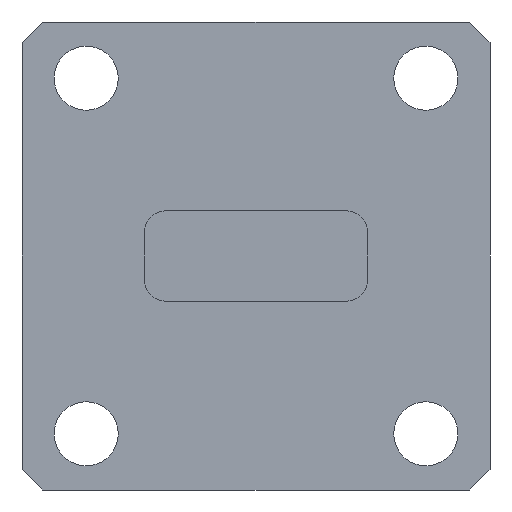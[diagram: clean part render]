
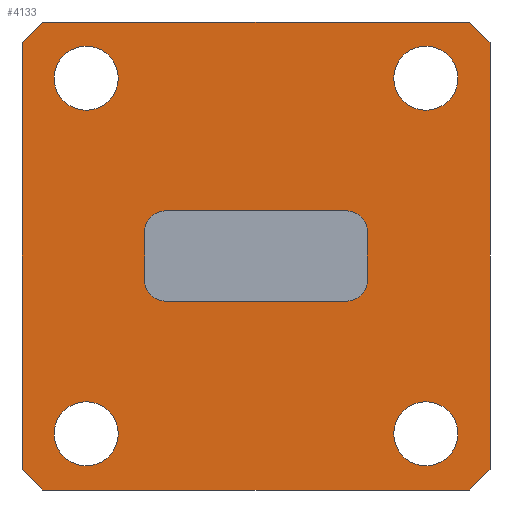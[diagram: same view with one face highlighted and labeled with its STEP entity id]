
A CAD part, front view. The second image highlights one B-rep face of the part: STEP entity #4133.
In plain terms, the highlighted planar face has unit normal (0, -1, 0).
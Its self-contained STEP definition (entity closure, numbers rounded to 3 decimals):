
#519 = VERTEX_POINT('',#520);
#520 = CARTESIAN_POINT('',(-10.2,-3.,-11.2));
#526 = EDGE_CURVE('',#519,#527,#529,.T.);
#527 = VERTEX_POINT('',#528);
#528 = CARTESIAN_POINT('',(10.2,-3.,-11.2));
#529 = LINE('',#530,#531);
#530 = CARTESIAN_POINT('',(-11.2,-3.,-11.2));
#531 = VECTOR('',#532,1.);
#532 = DIRECTION('',(1.,0.,0.));
#550 = EDGE_CURVE('',#519,#551,#553,.T.);
#551 = VERTEX_POINT('',#552);
#552 = CARTESIAN_POINT('',(-11.2,-3.,-10.2));
#553 = LINE('',#554,#555);
#554 = CARTESIAN_POINT('',(-10.7,-3.,-10.7));
#555 = VECTOR('',#556,1.);
#556 = DIRECTION('',(-0.707,0.,0.707)
  );
#574 = VERTEX_POINT('',#575);
#575 = CARTESIAN_POINT('',(11.2,-3.,-10.2));
#581 = EDGE_CURVE('',#574,#527,#582,.T.);
#582 = LINE('',#583,#584);
#583 = CARTESIAN_POINT('',(10.7,-3.,-10.7));
#584 = VECTOR('',#585,1.);
#585 = DIRECTION('',(-0.707,0.,-0.707
    ));
#598 = VERTEX_POINT('',#599);
#599 = CARTESIAN_POINT('',(-11.2,-3.,10.2));
#605 = EDGE_CURVE('',#598,#551,#606,.T.);
#606 = LINE('',#607,#608);
#607 = CARTESIAN_POINT('',(-11.2,-3.,11.2));
#608 = VECTOR('',#609,1.);
#609 = DIRECTION('',(0.,0.,-1.));
#622 = EDGE_CURVE('',#574,#623,#625,.T.);
#623 = VERTEX_POINT('',#624);
#624 = CARTESIAN_POINT('',(11.2,-3.,10.2));
#625 = LINE('',#626,#627);
#626 = CARTESIAN_POINT('',(11.2,-3.,-11.2));
#627 = VECTOR('',#628,1.);
#628 = DIRECTION('',(0.,0.,1.));
#646 = VERTEX_POINT('',#647);
#647 = CARTESIAN_POINT('',(-10.2,-3.,11.2));
#653 = EDGE_CURVE('',#646,#598,#654,.T.);
#654 = LINE('',#655,#656);
#655 = CARTESIAN_POINT('',(-10.7,-3.,10.7));
#656 = VECTOR('',#657,1.);
#657 = DIRECTION('',(-0.707,0.,-0.707
    ));
#670 = EDGE_CURVE('',#623,#671,#673,.T.);
#671 = VERTEX_POINT('',#672);
#672 = CARTESIAN_POINT('',(10.2,-3.,11.2));
#673 = LINE('',#674,#675);
#674 = CARTESIAN_POINT('',(10.7,-3.,10.7));
#675 = VECTOR('',#676,1.);
#676 = DIRECTION('',(-0.707,0.,0.707)
  );
#694 = EDGE_CURVE('',#671,#646,#695,.T.);
#695 = LINE('',#696,#697);
#696 = CARTESIAN_POINT('',(11.2,-3.,11.2));
#697 = VECTOR('',#698,1.);
#698 = DIRECTION('',(-1.,0.,0.));
#710 = VERTEX_POINT('',#711);
#711 = CARTESIAN_POINT('',(-6.595,-3.,-8.51));
#717 = EDGE_CURVE('',#710,#710,#718,.T.);
#718 = CIRCLE('',#719,1.535);
#719 = AXIS2_PLACEMENT_3D('',#720,#721,#722);
#720 = CARTESIAN_POINT('',(-8.13,-3.,-8.51));
#721 = DIRECTION('',(0.,-1.,0.));
#722 = DIRECTION('',(1.,0.,0.));
#735 = VERTEX_POINT('',#736);
#736 = CARTESIAN_POINT('',(-6.595,-3.,8.51));
#742 = EDGE_CURVE('',#735,#735,#743,.T.);
#743 = CIRCLE('',#744,1.535);
#744 = AXIS2_PLACEMENT_3D('',#745,#746,#747);
#745 = CARTESIAN_POINT('',(-8.13,-3.,8.51));
#746 = DIRECTION('',(0.,-1.,0.));
#747 = DIRECTION('',(1.,0.,0.));
#760 = VERTEX_POINT('',#761);
#761 = CARTESIAN_POINT('',(9.665,-3.,-8.51));
#767 = EDGE_CURVE('',#760,#760,#768,.T.);
#768 = CIRCLE('',#769,1.535);
#769 = AXIS2_PLACEMENT_3D('',#770,#771,#772);
#770 = CARTESIAN_POINT('',(8.13,-3.,-8.51));
#771 = DIRECTION('',(0.,-1.,0.));
#772 = DIRECTION('',(1.,0.,0.));
#785 = VERTEX_POINT('',#786);
#786 = CARTESIAN_POINT('',(9.665,-3.,8.51));
#792 = EDGE_CURVE('',#785,#785,#793,.T.);
#793 = CIRCLE('',#794,1.535);
#794 = AXIS2_PLACEMENT_3D('',#795,#796,#797);
#795 = CARTESIAN_POINT('',(8.13,-3.,8.51));
#796 = DIRECTION('',(0.,-1.,0.));
#797 = DIRECTION('',(1.,0.,0.));
#4133 = ADVANCED_FACE('',(#4134,#4144,#4147,#4150,#4153,#4223),#4226,.F.
  );
#4134 = FACE_BOUND('',#4135,.F.);
#4135 = EDGE_LOOP('',(#4136,#4137,#4138,#4139,#4140,#4141,#4142,#4143));
#4136 = ORIENTED_EDGE('',*,*,#526,.F.);
#4137 = ORIENTED_EDGE('',*,*,#550,.T.);
#4138 = ORIENTED_EDGE('',*,*,#605,.F.);
#4139 = ORIENTED_EDGE('',*,*,#653,.F.);
#4140 = ORIENTED_EDGE('',*,*,#694,.F.);
#4141 = ORIENTED_EDGE('',*,*,#670,.F.);
#4142 = ORIENTED_EDGE('',*,*,#622,.F.);
#4143 = ORIENTED_EDGE('',*,*,#581,.T.);
#4144 = FACE_BOUND('',#4145,.F.);
#4145 = EDGE_LOOP('',(#4146));
#4146 = ORIENTED_EDGE('',*,*,#717,.T.);
#4147 = FACE_BOUND('',#4148,.F.);
#4148 = EDGE_LOOP('',(#4149));
#4149 = ORIENTED_EDGE('',*,*,#742,.T.);
#4150 = FACE_BOUND('',#4151,.F.);
#4151 = EDGE_LOOP('',(#4152));
#4152 = ORIENTED_EDGE('',*,*,#767,.T.);
#4153 = FACE_BOUND('',#4154,.F.);
#4154 = EDGE_LOOP('',(#4155,#4165,#4174,#4182,#4191,#4199,#4208,#4216));
#4155 = ORIENTED_EDGE('',*,*,#4156,.F.);
#4156 = EDGE_CURVE('',#4157,#4159,#4161,.T.);
#4157 = VERTEX_POINT('',#4158);
#4158 = CARTESIAN_POINT('',(-5.334,-3.,-1.159));
#4159 = VERTEX_POINT('',#4160);
#4160 = CARTESIAN_POINT('',(-5.334,-3.,1.159));
#4161 = LINE('',#4162,#4163);
#4162 = CARTESIAN_POINT('',(-5.334,-3.,-1.159));
#4163 = VECTOR('',#4164,1.);
#4164 = DIRECTION('',(0.,0.,1.));
#4165 = ORIENTED_EDGE('',*,*,#4166,.T.);
#4166 = EDGE_CURVE('',#4157,#4167,#4169,.T.);
#4167 = VERTEX_POINT('',#4168);
#4168 = CARTESIAN_POINT('',(-4.334,-3.,-2.159));
#4169 = CIRCLE('',#4170,1.);
#4170 = AXIS2_PLACEMENT_3D('',#4171,#4172,#4173);
#4171 = CARTESIAN_POINT('',(-4.334,-3.,-1.159));
#4172 = DIRECTION('',(0.,-1.,0.));
#4173 = DIRECTION('',(1.,0.,0.));
#4174 = ORIENTED_EDGE('',*,*,#4175,.F.);
#4175 = EDGE_CURVE('',#4176,#4167,#4178,.T.);
#4176 = VERTEX_POINT('',#4177);
#4177 = CARTESIAN_POINT('',(4.334,-3.,-2.159));
#4178 = LINE('',#4179,#4180);
#4179 = CARTESIAN_POINT('',(4.334,-3.,-2.159));
#4180 = VECTOR('',#4181,1.);
#4181 = DIRECTION('',(-1.,0.,0.));
#4182 = ORIENTED_EDGE('',*,*,#4183,.T.);
#4183 = EDGE_CURVE('',#4176,#4184,#4186,.T.);
#4184 = VERTEX_POINT('',#4185);
#4185 = CARTESIAN_POINT('',(5.334,-3.,-1.159));
#4186 = CIRCLE('',#4187,1.);
#4187 = AXIS2_PLACEMENT_3D('',#4188,#4189,#4190);
#4188 = CARTESIAN_POINT('',(4.334,-3.,-1.159));
#4189 = DIRECTION('',(0.,-1.,0.));
#4190 = DIRECTION('',(1.,0.,0.));
#4191 = ORIENTED_EDGE('',*,*,#4192,.F.);
#4192 = EDGE_CURVE('',#4193,#4184,#4195,.T.);
#4193 = VERTEX_POINT('',#4194);
#4194 = CARTESIAN_POINT('',(5.334,-3.,1.159));
#4195 = LINE('',#4196,#4197);
#4196 = CARTESIAN_POINT('',(5.334,-3.,1.159));
#4197 = VECTOR('',#4198,1.);
#4198 = DIRECTION('',(0.,0.,-1.));
#4199 = ORIENTED_EDGE('',*,*,#4200,.T.);
#4200 = EDGE_CURVE('',#4193,#4201,#4203,.T.);
#4201 = VERTEX_POINT('',#4202);
#4202 = CARTESIAN_POINT('',(4.334,-3.,2.159));
#4203 = CIRCLE('',#4204,1.);
#4204 = AXIS2_PLACEMENT_3D('',#4205,#4206,#4207);
#4205 = CARTESIAN_POINT('',(4.334,-3.,1.159));
#4206 = DIRECTION('',(0.,-1.,0.));
#4207 = DIRECTION('',(1.,0.,0.));
#4208 = ORIENTED_EDGE('',*,*,#4209,.F.);
#4209 = EDGE_CURVE('',#4210,#4201,#4212,.T.);
#4210 = VERTEX_POINT('',#4211);
#4211 = CARTESIAN_POINT('',(-4.334,-3.,2.159));
#4212 = LINE('',#4213,#4214);
#4213 = CARTESIAN_POINT('',(-4.334,-3.,2.159));
#4214 = VECTOR('',#4215,1.);
#4215 = DIRECTION('',(1.,0.,0.));
#4216 = ORIENTED_EDGE('',*,*,#4217,.T.);
#4217 = EDGE_CURVE('',#4210,#4159,#4218,.T.);
#4218 = CIRCLE('',#4219,1.);
#4219 = AXIS2_PLACEMENT_3D('',#4220,#4221,#4222);
#4220 = CARTESIAN_POINT('',(-4.334,-3.,1.159));
#4221 = DIRECTION('',(0.,-1.,0.));
#4222 = DIRECTION('',(1.,0.,0.));
#4223 = FACE_BOUND('',#4224,.F.);
#4224 = EDGE_LOOP('',(#4225));
#4225 = ORIENTED_EDGE('',*,*,#792,.T.);
#4226 = PLANE('',#4227);
#4227 = AXIS2_PLACEMENT_3D('',#4228,#4229,#4230);
#4228 = CARTESIAN_POINT('',(0.,-3.,0.));
#4229 = DIRECTION('',(0.,1.,0.));
#4230 = DIRECTION('',(0.,0.,1.));
